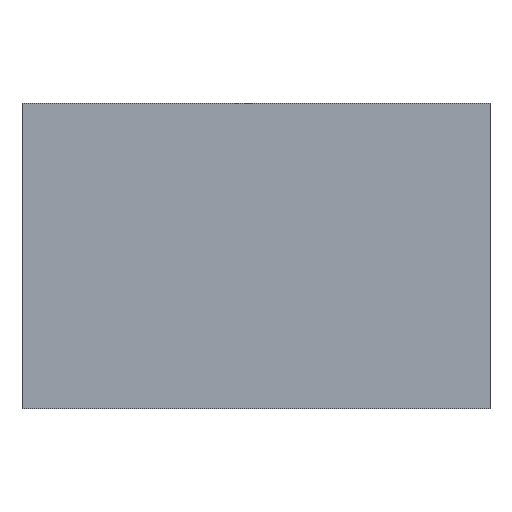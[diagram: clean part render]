
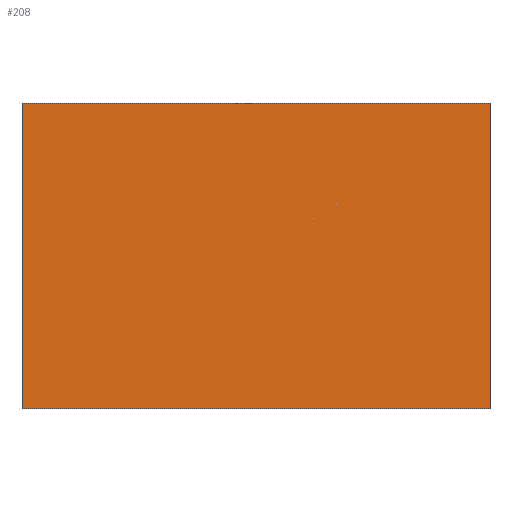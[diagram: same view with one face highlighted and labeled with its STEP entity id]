
A CAD part, left-side view. The second image highlights one B-rep face of the part: STEP entity #208.
In plain terms, the highlighted planar face has unit normal (-1, 0, 0).
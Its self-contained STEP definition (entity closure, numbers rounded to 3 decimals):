
#36=FACE_OUTER_BOUND('',#49,.T.);
#49=EDGE_LOOP('',(#173,#174,#175,#176));
#67=LINE('',#2114,#84);
#68=LINE('',#2117,#85);
#69=LINE('',#2119,#86);
#70=LINE('',#2120,#87);
#84=VECTOR('',#268,10.);
#85=VECTOR('',#271,10.);
#86=VECTOR('',#272,10.);
#87=VECTOR('',#273,10.);
#104=VERTEX_POINT('',#2110);
#105=VERTEX_POINT('',#2112);
#106=VERTEX_POINT('',#2116);
#107=VERTEX_POINT('',#2118);
#129=EDGE_CURVE('',#104,#105,#67,.T.);
#130=EDGE_CURVE('',#104,#106,#68,.T.);
#131=EDGE_CURVE('',#107,#105,#69,.T.);
#132=EDGE_CURVE('',#106,#107,#70,.T.);
#173=ORIENTED_EDGE('',*,*,#130,.F.);
#174=ORIENTED_EDGE('',*,*,#129,.T.);
#175=ORIENTED_EDGE('',*,*,#131,.F.);
#176=ORIENTED_EDGE('',*,*,#132,.F.);
#195=PLANE('',#235);
#208=ADVANCED_FACE('',(#36),#195,.T.);
#235=AXIS2_PLACEMENT_3D('',#2115,#269,#270);
#268=DIRECTION('',(0.,0.,1.));
#269=DIRECTION('center_axis',(-1.,0.,0.));
#270=DIRECTION('ref_axis',(0.,-1.,0.));
#271=DIRECTION('',(0.,1.,0.));
#272=DIRECTION('',(0.,-1.,0.));
#273=DIRECTION('',(0.,0.,1.));
#2110=CARTESIAN_POINT('',(-50.,0.,0.));
#2112=CARTESIAN_POINT('',(-50.,0.,300.));
#2114=CARTESIAN_POINT('',(-50.,0.,0.));
#2115=CARTESIAN_POINT('Origin',(-50.,460.,0.));
#2116=CARTESIAN_POINT('',(-50.,460.,0.));
#2117=CARTESIAN_POINT('',(-50.,0.,0.));
#2118=CARTESIAN_POINT('',(-50.,460.,300.));
#2119=CARTESIAN_POINT('',(-50.,0.,300.));
#2120=CARTESIAN_POINT('',(-50.,460.,0.));
